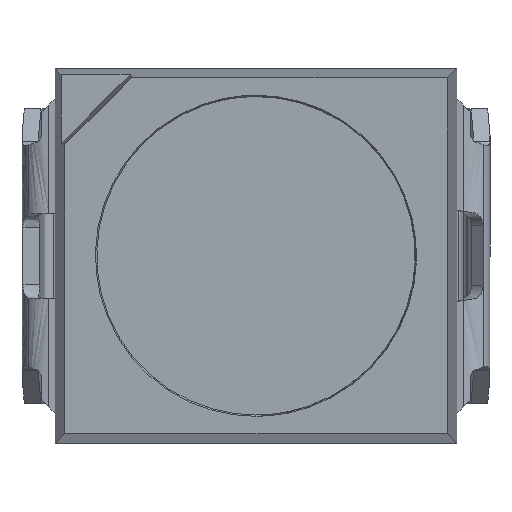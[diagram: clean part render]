
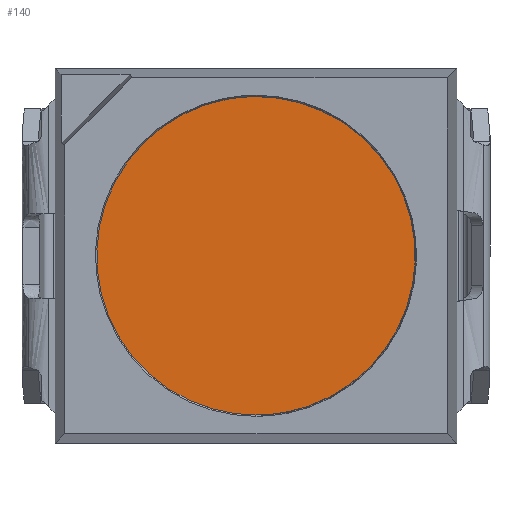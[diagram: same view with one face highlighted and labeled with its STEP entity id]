
A CAD part, top view. The second image highlights one B-rep face of the part: STEP entity #140.
In plain terms, the highlighted planar face has unit normal (0, 0, 1).
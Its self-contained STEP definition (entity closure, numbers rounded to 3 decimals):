
#105 = VERTEX_POINT('',#106);
#106 = CARTESIAN_POINT('',(1.19,0.,1.64));
#113 = EDGE_CURVE('',#105,#114,#116,.T.);
#114 = VERTEX_POINT('',#115);
#115 = CARTESIAN_POINT('',(-1.19,0.,1.64));
#116 = ( BOUNDED_CURVE() B_SPLINE_CURVE(2,(#117,#118,#119,#120,#121),
.UNSPECIFIED.,.F.,.F.) B_SPLINE_CURVE_WITH_KNOTS((3,2,3),(1.571
,3.142,4.712),.UNSPECIFIED.) CURVE() 
GEOMETRIC_REPRESENTATION_ITEM() RATIONAL_B_SPLINE_CURVE((1.,
0.707,1.,0.707,1.)) REPRESENTATION_ITEM('') );
#117 = CARTESIAN_POINT('',(1.19,0.,1.64));
#118 = CARTESIAN_POINT('',(1.19,-1.19,1.64));
#119 = CARTESIAN_POINT('',(0.,-1.19,1.64));
#120 = CARTESIAN_POINT('',(-1.19,-1.19,1.64));
#121 = CARTESIAN_POINT('',(-1.19,0.,1.64));
#140 = ADVANCED_FACE('',(#141),#152,.T.);
#141 = FACE_BOUND('',#142,.T.);
#142 = EDGE_LOOP('',(#143,#144));
#143 = ORIENTED_EDGE('',*,*,#113,.F.);
#144 = ORIENTED_EDGE('',*,*,#145,.F.);
#145 = EDGE_CURVE('',#114,#105,#146,.T.);
#146 = ( BOUNDED_CURVE() B_SPLINE_CURVE(2,(#147,#148,#149,#150,#151),
.UNSPECIFIED.,.F.,.F.) B_SPLINE_CURVE_WITH_KNOTS((3,2,3),(1.571
,3.142,4.712),.UNSPECIFIED.) CURVE() 
GEOMETRIC_REPRESENTATION_ITEM() RATIONAL_B_SPLINE_CURVE((1.,
0.707,1.,0.707,1.)) REPRESENTATION_ITEM('') );
#147 = CARTESIAN_POINT('',(-1.19,0.,1.64));
#148 = CARTESIAN_POINT('',(-1.19,1.19,1.64));
#149 = CARTESIAN_POINT('',(0.,1.19,1.64));
#150 = CARTESIAN_POINT('',(1.19,1.19,1.64));
#151 = CARTESIAN_POINT('',(1.19,0.,1.64));
#152 = PLANE('',#153);
#153 = AXIS2_PLACEMENT_3D('',#154,#155,#156);
#154 = CARTESIAN_POINT('',(-1.2,1.2,1.64));
#155 = DIRECTION('',(0.,0.,1.));
#156 = DIRECTION('',(1.,0.,-0.));
